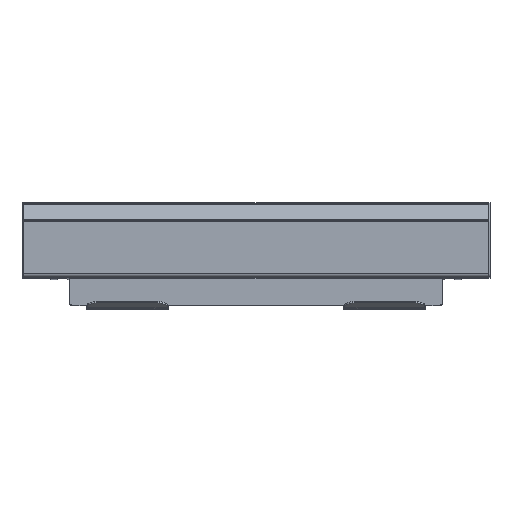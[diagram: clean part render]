
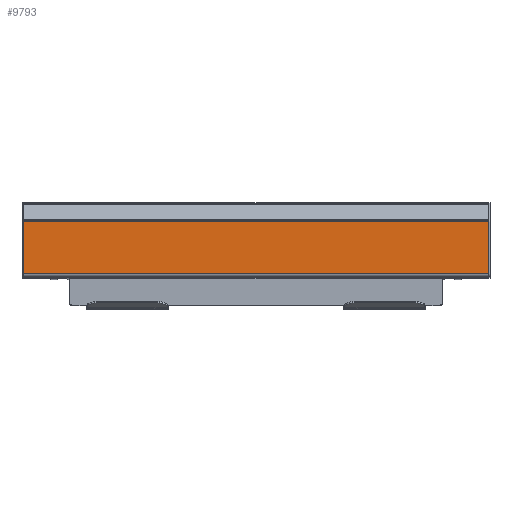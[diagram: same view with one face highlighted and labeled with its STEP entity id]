
A CAD part, top view. The second image highlights one B-rep face of the part: STEP entity #9793.
In plain terms, the highlighted planar face has unit normal (0, 0, 1).
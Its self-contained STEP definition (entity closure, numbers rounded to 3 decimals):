
#5 = DIRECTION ( 'NONE',  ( 0., -1., 0. ) ) ;
#164 = CARTESIAN_POINT ( 'NONE',  ( -227.5, -19.054, 293. ) ) ;
#358 = CARTESIAN_POINT ( 'NONE',  ( 227.5, -19.054, 293. ) ) ;
#426 = LINE ( 'NONE', #358, #5355 ) ;
#634 = EDGE_LOOP ( 'NONE', ( #14380, #2948, #12919, #8437 ) ) ;
#658 = DIRECTION ( 'NONE',  ( 1., 0., 0. ) ) ;
#910 = EDGE_CURVE ( 'NONE', #4750, #11293, #9976, .T. ) ;
#1268 = CARTESIAN_POINT ( 'NONE',  ( 227.5, -19.054, 293. ) ) ;
#1346 = LINE ( 'NONE', #164, #14912 ) ;
#1956 = LINE ( 'NONE', #6790, #6277 ) ;
#2152 = DIRECTION ( 'NONE',  ( 0., 0., 1. ) ) ;
#2948 = ORIENTED_EDGE ( 'NONE', *, *, #12821, .F. ) ;
#3470 = CARTESIAN_POINT ( 'NONE',  ( -227.5, -69.906, 293. ) ) ;
#4721 = EDGE_CURVE ( 'NONE', #13881, #15042, #1956, .T. ) ;
#4750 = VERTEX_POINT ( 'NONE', #12882 ) ;
#5355 = VECTOR ( 'NONE', #10274, 1000. ) ;
#6247 = CARTESIAN_POINT ( 'NONE',  ( 227.5, -69.906, 293. ) ) ;
#6277 = VECTOR ( 'NONE', #11616, 1000. ) ;
#6610 = AXIS2_PLACEMENT_3D ( 'NONE', #13068, #2152, #5 ) ;
#6790 = CARTESIAN_POINT ( 'NONE',  ( -227.5, -69.906, 293. ) ) ;
#7461 = DIRECTION ( 'NONE',  ( 0., -1., 0. ) ) ;
#7631 = VECTOR ( 'NONE', #658, 1000. ) ;
#8331 = FACE_OUTER_BOUND ( 'NONE', #634, .T. ) ;
#8437 = ORIENTED_EDGE ( 'NONE', *, *, #9070, .T. ) ;
#9070 = EDGE_CURVE ( 'NONE', #4750, #13881, #1346, .T. ) ;
#9793 = ADVANCED_FACE ( 'NONE', ( #8331 ), #14176, .T. ) ;
#9976 = LINE ( 'NONE', #14124, #7631 ) ;
#10274 = DIRECTION ( 'NONE',  ( 0., -1., 0. ) ) ;
#11293 = VERTEX_POINT ( 'NONE', #1268 ) ;
#11616 = DIRECTION ( 'NONE',  ( 1., 0., 0. ) ) ;
#12821 = EDGE_CURVE ( 'NONE', #11293, #15042, #426, .T. ) ;
#12882 = CARTESIAN_POINT ( 'NONE',  ( -227.5, -19.054, 293. ) ) ;
#12919 = ORIENTED_EDGE ( 'NONE', *, *, #910, .F. ) ;
#13068 = CARTESIAN_POINT ( 'NONE',  ( -227.5, -19.054, 293. ) ) ;
#13881 = VERTEX_POINT ( 'NONE', #3470 ) ;
#14124 = CARTESIAN_POINT ( 'NONE',  ( -227.5, -19.054, 293. ) ) ;
#14176 = PLANE ( 'NONE',  #6610 ) ;
#14380 = ORIENTED_EDGE ( 'NONE', *, *, #4721, .T. ) ;
#14912 = VECTOR ( 'NONE', #7461, 1000. ) ;
#15042 = VERTEX_POINT ( 'NONE', #6247 ) ;
